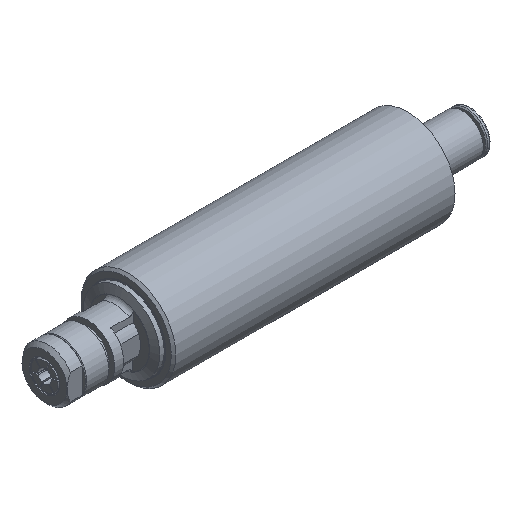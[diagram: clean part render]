
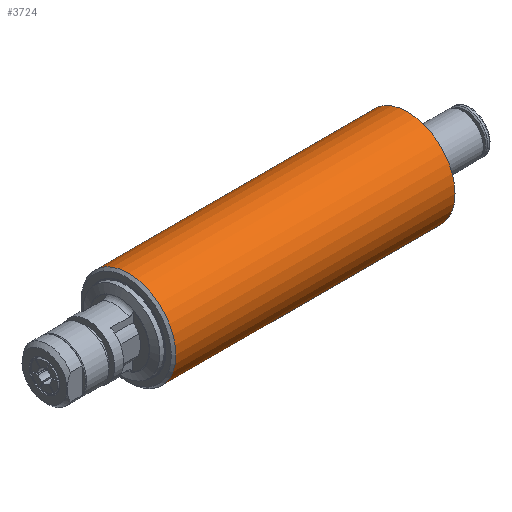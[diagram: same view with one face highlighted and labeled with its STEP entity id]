
A CAD part, isometric view. The second image highlights one B-rep face of the part: STEP entity #3724.
In plain terms, the highlighted cylindrical face has radius 21 mm (diameter 42 mm), a full revolution.
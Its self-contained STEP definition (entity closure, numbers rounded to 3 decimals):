
#525=FACE_OUTER_BOUND('',#739,.T.);
#739=EDGE_LOOP('',(#2738,#2739,#2740,#2741,#2742,#2743));
#943=LINE('',#5775,#1151);
#1151=VECTOR('',#4626,21.);
#1377=CIRCLE('',#4008,21.);
#1378=CIRCLE('',#4009,21.);
#1382=CIRCLE('',#4015,21.);
#1383=CIRCLE('',#4016,21.);
#1645=VERTEX_POINT('',#5758);
#1646=VERTEX_POINT('',#5759);
#1650=VERTEX_POINT('',#5771);
#1651=VERTEX_POINT('',#5772);
#2055=EDGE_CURVE('',#1645,#1646,#1377,.T.);
#2056=EDGE_CURVE('',#1646,#1645,#1378,.T.);
#2061=EDGE_CURVE('',#1650,#1651,#1382,.T.);
#2062=EDGE_CURVE('',#1651,#1650,#1383,.T.);
#2063=EDGE_CURVE('',#1651,#1646,#943,.T.);
#2738=ORIENTED_EDGE('',*,*,#2061,.F.);
#2739=ORIENTED_EDGE('',*,*,#2062,.F.);
#2740=ORIENTED_EDGE('',*,*,#2063,.T.);
#2741=ORIENTED_EDGE('',*,*,#2055,.F.);
#2742=ORIENTED_EDGE('',*,*,#2056,.F.);
#2743=ORIENTED_EDGE('',*,*,#2063,.F.);
#3621=CYLINDRICAL_SURFACE('',#4014,21.);
#3724=ADVANCED_FACE('',(#525),#3621,.T.);
#4008=AXIS2_PLACEMENT_3D('',#5760,#4607,#4608);
#4009=AXIS2_PLACEMENT_3D('',#5761,#4609,#4610);
#4014=AXIS2_PLACEMENT_3D('',#5770,#4620,#4621);
#4015=AXIS2_PLACEMENT_3D('',#5773,#4622,#4623);
#4016=AXIS2_PLACEMENT_3D('',#5774,#4624,#4625);
#4607=DIRECTION('center_axis',(-1.,0.,0.));
#4608=DIRECTION('ref_axis',(0.,-1.,0.));
#4609=DIRECTION('center_axis',(-1.,0.,0.));
#4610=DIRECTION('ref_axis',(0.,-1.,0.));
#4620=DIRECTION('center_axis',(1.,0.,0.));
#4621=DIRECTION('ref_axis',(0.,1.,0.));
#4622=DIRECTION('center_axis',(1.,0.,0.));
#4623=DIRECTION('ref_axis',(0.,1.,0.));
#4624=DIRECTION('center_axis',(1.,0.,0.));
#4625=DIRECTION('ref_axis',(0.,1.,0.));
#4626=DIRECTION('',(-1.,0.,0.));
#5758=CARTESIAN_POINT('',(-81.5,21.,0.));
#5759=CARTESIAN_POINT('',(-81.5,-21.,0.));
#5760=CARTESIAN_POINT('Origin',(-81.5,0.,
0.));
#5761=CARTESIAN_POINT('Origin',(-81.5,0.,
0.));
#5770=CARTESIAN_POINT('Origin',(-20.,0.,
0.));
#5771=CARTESIAN_POINT('',(42.5,21.,0.));
#5772=CARTESIAN_POINT('',(42.5,-21.,0.));
#5773=CARTESIAN_POINT('Origin',(42.5,0.,0.));
#5774=CARTESIAN_POINT('Origin',(42.5,0.,0.));
#5775=CARTESIAN_POINT('',(-20.,-21.,0.));
